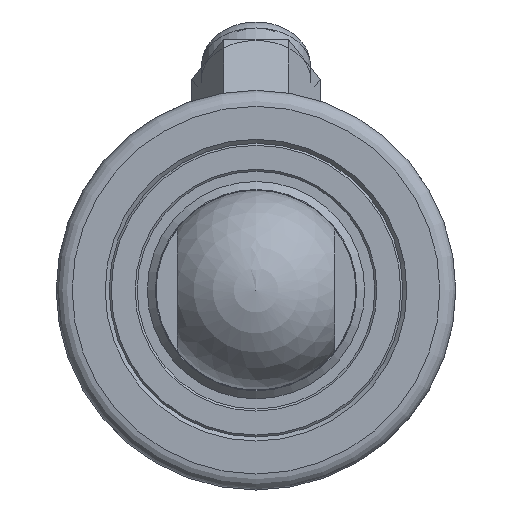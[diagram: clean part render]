
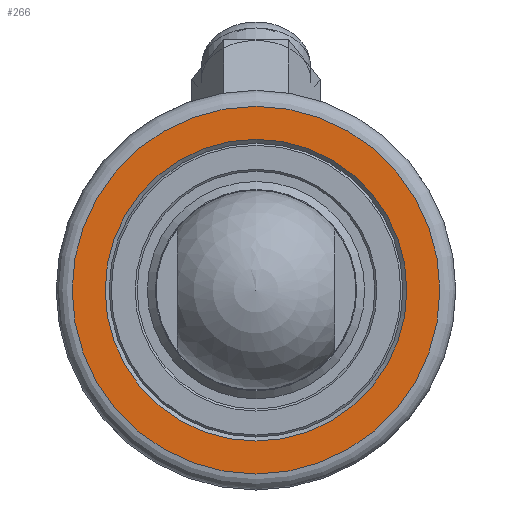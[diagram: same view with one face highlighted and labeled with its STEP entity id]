
A CAD part, left-side view. The second image highlights one B-rep face of the part: STEP entity #266.
In plain terms, the highlighted face is planar.
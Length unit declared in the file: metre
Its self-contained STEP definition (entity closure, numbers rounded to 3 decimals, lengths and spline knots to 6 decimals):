
#266 = ADVANCED_FACE( '', ( #487, #488 ), #489, .T. );
#487 = FACE_BOUND( '', #699, .T. );
#488 = FACE_OUTER_BOUND( '', #700, .T. );
#489 = PLANE( '', #701 );
#699 = EDGE_LOOP( '', ( #1030 ) );
#700 = EDGE_LOOP( '', ( #1031 ) );
#701 = AXIS2_PLACEMENT_3D( '', #1032, #1033, #1034 );
#1030 = ORIENTED_EDGE( '', *, *, #1265, .T. );
#1031 = ORIENTED_EDGE( '', *, *, #1266, .T. );
#1032 = CARTESIAN_POINT( '', ( 0.0025, 0., 0. ) );
#1033 = DIRECTION( '', ( 1., 0., 0. ) );
#1034 = DIRECTION( '', ( 0., 1., 0. ) );
#1265 = EDGE_CURVE( '', #1459, #1459, #1460, .F. );
#1266 = EDGE_CURVE( '', #1461, #1461, #1462, .T. );
#1459 = VERTEX_POINT( '', #1854 );
#1460 = CIRCLE( '', #1855, 0.018875 );
#1461 = VERTEX_POINT( '', #1856 );
#1462 = CIRCLE( '', #1857, 0.023 );
#1854 = CARTESIAN_POINT( '', ( 0.0025, 0., -0.018875 ) );
#1855 = AXIS2_PLACEMENT_3D( '', #2034, #2035, #2036 );
#1856 = CARTESIAN_POINT( '', ( 0.0025, 0., -0.023 ) );
#1857 = AXIS2_PLACEMENT_3D( '', #2037, #2038, #2039 );
#2034 = CARTESIAN_POINT( '', ( 0.0025, 0., 0. ) );
#2035 = DIRECTION( '', ( 1., 0., 0. ) );
#2036 = DIRECTION( '', ( 0., 0., -1. ) );
#2037 = CARTESIAN_POINT( '', ( 0.0025, 0., 0. ) );
#2038 = DIRECTION( '', ( 1., 0., 0. ) );
#2039 = DIRECTION( '', ( 0., 0., -1. ) );
